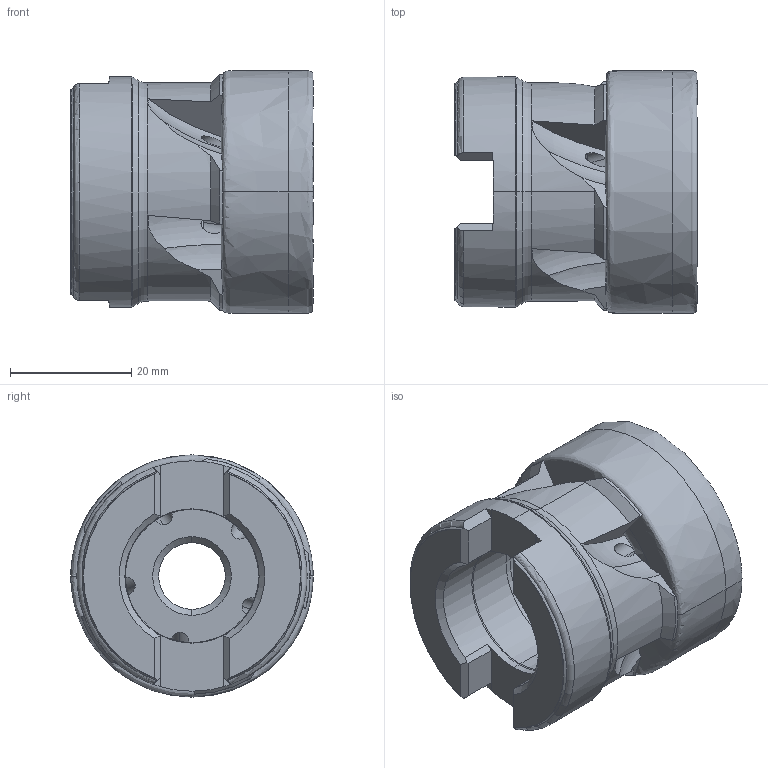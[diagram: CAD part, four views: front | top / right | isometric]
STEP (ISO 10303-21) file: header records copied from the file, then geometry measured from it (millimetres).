
FILE_DESCRIPTION (( 'STEP AP214' ), '1' );
FILE_NAME ('90PP-040-77-22-5.STEP', '2012-11-07T07:47:30', ( '' ), ( '' ), 'SwSTEP 2.0', 'SolidWorks 2012', '' );
FILE_SCHEMA (( 'AUTOMOTIVE_DESIGN' ));
Length unit declared in the file: millimetre
Products named in the file (1): 90PP-040-77-22-5
Bounding box: 40 x 40.03 x 40.02 mm (x, y, z)
Volume: 30367 mm3; surface area: 10282.7 mm2
Topology: 1 solids, 1 shells, 137 faces, 424 edges, 275 vertices
Faces by surface type: cylinder 48, plane 46, cone 19, torus 18, bspline 6
Entity records: 6776 total; most frequent: CARTESIAN_POINT 3168, ORIENTED_EDGE 848, DIRECTION 636, EDGE_CURVE 424, VERTEX_POINT 275, AXIS2_PLACEMENT_3D 259, EDGE_LOOP 145, B_SPLINE_CURVE_WITH_KNOTS 141
